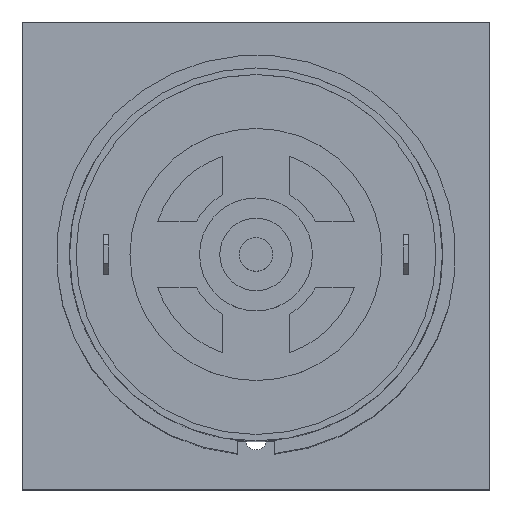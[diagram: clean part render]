
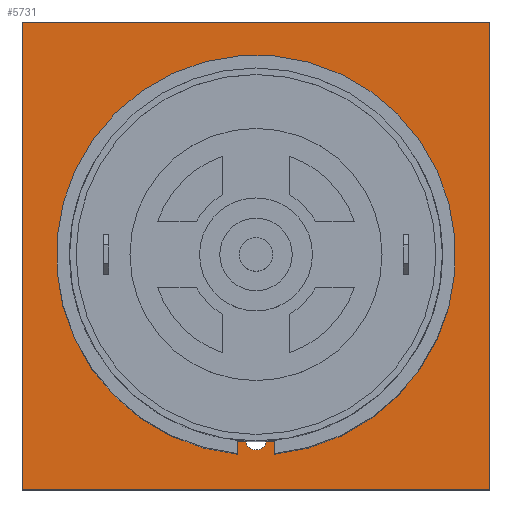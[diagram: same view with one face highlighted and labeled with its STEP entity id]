
A CAD part, top view. The second image highlights one B-rep face of the part: STEP entity #5731.
In plain terms, the highlighted planar face has unit normal (0, 0, 1).
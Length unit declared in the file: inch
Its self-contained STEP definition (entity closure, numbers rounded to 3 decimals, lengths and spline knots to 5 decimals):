
#3646=CARTESIAN_POINT('',(-0.25591,0.,0.15));
#3647=VERTEX_POINT('',#3646);
#3656=CARTESIAN_POINT('',(0.25591,0.,0.15));
#3657=VERTEX_POINT('',#3656);
#3658=CARTESIAN_POINT('',(0.0,0.0,0.15));
#3659=DIRECTION('',(0.0,0.0,-1.0));
#3660=DIRECTION('',(-1.0,0.0,0.0));
#3661=AXIS2_PLACEMENT_3D('',#3658,#3659,#3660);
#3662=CIRCLE('',#3661,0.25591);
#3663=EDGE_CURVE('',#3657,#3647,#3662,.T.);
#3711=CARTESIAN_POINT('',(0.05906,-0.49213,0.15));
#3712=VERTEX_POINT('',#3711);
#3728=CARTESIAN_POINT('',(-0.05906,-0.49213,0.15));
#3729=VERTEX_POINT('',#3728);
#3736=CARTESIAN_POINT('',(0.,-0.49213,0.15));
#3737=DIRECTION('',(0.0,0.0,-1.0));
#3738=DIRECTION('',(1.0,0.0,0.0));
#3739=AXIS2_PLACEMENT_3D('',#3736,#3737,#3738);
#3740=CIRCLE('',#3739,0.05906);
#3741=EDGE_CURVE('',#3712,#3729,#3740,.T.);
#3947=CARTESIAN_POINT('',(-0.05906,0.49213,0.15));
#3948=VERTEX_POINT('',#3947);
#3964=CARTESIAN_POINT('',(0.05906,0.49213,0.15));
#3965=VERTEX_POINT('',#3964);
#3972=CARTESIAN_POINT('',(0.,0.49213,0.15));
#3973=DIRECTION('',(0.0,0.0,-1.0));
#3974=DIRECTION('',(-1.0,0.0,0.0));
#3975=AXIS2_PLACEMENT_3D('',#3972,#3973,#3974);
#3976=CIRCLE('',#3975,0.05906);
#3977=EDGE_CURVE('',#3948,#3965,#3976,.T.);
#4181=CARTESIAN_POINT('',(-0.03963,0.68898,0.15));
#4182=VERTEX_POINT('',#4181);
#4191=CARTESIAN_POINT('',(0.03963,0.68898,0.15));
#4192=VERTEX_POINT('',#4191);
#4193=CARTESIAN_POINT('',(0.0,0.68898,0.15));
#4194=DIRECTION('',(0.0,0.0,-1.0));
#4195=DIRECTION('',(-1.0,0.0,0.0));
#4196=AXIS2_PLACEMENT_3D('',#4193,#4194,#4195);
#4197=CIRCLE('',#4196,0.03963);
#4198=EDGE_CURVE('',#4192,#4182,#4197,.T.);
#4244=CARTESIAN_POINT('',(-0.68898,-0.03963,0.15));
#4245=VERTEX_POINT('',#4244);
#4254=CARTESIAN_POINT('',(-0.68898,0.03963,0.15));
#4255=VERTEX_POINT('',#4254);
#4256=CARTESIAN_POINT('',(-0.68898,0.,0.15));
#4257=DIRECTION('',(0.0,0.0,-1.0));
#4258=DIRECTION('',(0.0,-1.0,0.0));
#4259=AXIS2_PLACEMENT_3D('',#4256,#4257,#4258);
#4260=CIRCLE('',#4259,0.03963);
#4261=EDGE_CURVE('',#4255,#4245,#4260,.T.);
#4307=CARTESIAN_POINT('',(0.68898,0.03963,0.15));
#4308=VERTEX_POINT('',#4307);
#4317=CARTESIAN_POINT('',(0.68898,-0.03963,0.15));
#4318=VERTEX_POINT('',#4317);
#4319=CARTESIAN_POINT('',(0.68898,0.,0.15));
#4320=DIRECTION('',(0.0,0.0,-1.0));
#4321=DIRECTION('',(0.0,1.0,0.0));
#4322=AXIS2_PLACEMENT_3D('',#4319,#4320,#4321);
#4323=CIRCLE('',#4322,0.03963);
#4324=EDGE_CURVE('',#4318,#4308,#4323,.T.);
#4370=CARTESIAN_POINT('',(0.03963,-0.68898,0.15));
#4371=VERTEX_POINT('',#4370);
#4380=CARTESIAN_POINT('',(-0.03963,-0.68898,0.15));
#4381=VERTEX_POINT('',#4380);
#4382=CARTESIAN_POINT('',(0.,-0.68898,0.15));
#4383=DIRECTION('',(0.0,0.0,-1.0));
#4384=DIRECTION('',(1.0,0.0,0.0));
#4385=AXIS2_PLACEMENT_3D('',#4382,#4383,#4384);
#4386=CIRCLE('',#4385,0.03963);
#4387=EDGE_CURVE('',#4381,#4371,#4386,.T.);
#5010=CARTESIAN_POINT('',(0.,-0.68898,0.15));
#5011=DIRECTION('',(0.0,0.0,-1.0));
#5012=DIRECTION('',(1.0,0.0,0.0));
#5013=AXIS2_PLACEMENT_3D('',#5010,#5011,#5012);
#5014=CIRCLE('',#5013,0.03963);
#5015=EDGE_CURVE('',#4371,#4381,#5014,.T.);
#5055=CARTESIAN_POINT('',(0.68898,0.,0.15));
#5056=DIRECTION('',(0.0,0.0,-1.0));
#5057=DIRECTION('',(0.0,1.0,0.0));
#5058=AXIS2_PLACEMENT_3D('',#5055,#5056,#5057);
#5059=CIRCLE('',#5058,0.03963);
#5060=EDGE_CURVE('',#4308,#4318,#5059,.T.);
#5100=CARTESIAN_POINT('',(-0.68898,0.,0.15));
#5101=DIRECTION('',(0.0,0.0,-1.0));
#5102=DIRECTION('',(0.0,-1.0,0.0));
#5103=AXIS2_PLACEMENT_3D('',#5100,#5101,#5102);
#5104=CIRCLE('',#5103,0.03963);
#5105=EDGE_CURVE('',#4245,#4255,#5104,.T.);
#5145=CARTESIAN_POINT('',(0.0,0.68898,0.15));
#5146=DIRECTION('',(0.0,0.0,-1.0));
#5147=DIRECTION('',(-1.0,0.0,0.0));
#5148=AXIS2_PLACEMENT_3D('',#5145,#5146,#5147);
#5149=CIRCLE('',#5148,0.03963);
#5150=EDGE_CURVE('',#4182,#4192,#5149,.T.);
#5330=CARTESIAN_POINT('',(0.,0.49213,0.15));
#5331=DIRECTION('',(0.0,0.0,-1.0));
#5332=DIRECTION('',(-1.0,0.0,0.0));
#5333=AXIS2_PLACEMENT_3D('',#5330,#5331,#5332);
#5334=CIRCLE('',#5333,0.05906);
#5335=EDGE_CURVE('',#3965,#3948,#5334,.T.);
#5529=CARTESIAN_POINT('',(0.,-0.49213,0.15));
#5530=DIRECTION('',(0.0,0.0,-1.0));
#5531=DIRECTION('',(1.0,0.0,0.0));
#5532=AXIS2_PLACEMENT_3D('',#5529,#5530,#5531);
#5533=CIRCLE('',#5532,0.05906);
#5534=EDGE_CURVE('',#3729,#3712,#5533,.T.);
#5570=CARTESIAN_POINT('',(0.0,0.0,0.15));
#5571=DIRECTION('',(0.0,0.0,-1.0));
#5572=DIRECTION('',(-1.0,0.0,0.0));
#5573=AXIS2_PLACEMENT_3D('',#5570,#5571,#5572);
#5574=CIRCLE('',#5573,0.25591);
#5575=EDGE_CURVE('',#3647,#3657,#5574,.T.);
#5585=CARTESIAN_POINT('',(0.875,0.875,0.15));
#5586=VERTEX_POINT('',#5585);
#5587=CARTESIAN_POINT('',(0.875,-0.875,0.15));
#5588=VERTEX_POINT('',#5587);
#5589=CARTESIAN_POINT('',(0.875,0.875,0.15));
#5590=DIRECTION('',(0.0,-1.0,0.0));
#5591=VECTOR('',#5590,1.75);
#5592=LINE('',#5589,#5591);
#5593=EDGE_CURVE('',#5586,#5588,#5592,.T.);
#5624=CARTESIAN_POINT('',(-0.875,-0.875,0.15));
#5625=VERTEX_POINT('',#5624);
#5626=CARTESIAN_POINT('',(0.875,-0.875,0.15));
#5627=DIRECTION('',(-1.0,0.0,0.0));
#5628=VECTOR('',#5627,1.75);
#5629=LINE('',#5626,#5628);
#5630=EDGE_CURVE('',#5588,#5625,#5629,.T.);
#5648=CARTESIAN_POINT('',(-0.875,0.875,0.15));
#5649=VERTEX_POINT('',#5648);
#5650=CARTESIAN_POINT('',(-0.875,-0.875,0.15));
#5651=DIRECTION('',(0.0,1.0,0.0));
#5652=VECTOR('',#5651,1.75);
#5653=LINE('',#5650,#5652);
#5654=EDGE_CURVE('',#5625,#5649,#5653,.T.);
#5680=CARTESIAN_POINT('',(-0.875,0.875,0.15));
#5681=DIRECTION('',(1.0,0.0,0.0));
#5682=VECTOR('',#5681,1.75);
#5683=LINE('',#5680,#5682);
#5684=EDGE_CURVE('',#5649,#5586,#5683,.T.);
#5692=CARTESIAN_POINT('',(0.0,0.,0.15));
#5693=DIRECTION('',(0.0,0.0,1.0));
#5694=DIRECTION('',(1.0,0.0,0.0));
#5695=AXIS2_PLACEMENT_3D('',#5692,#5693,#5694);
#5696=PLANE('',#5695);
#5697=ORIENTED_EDGE('',*,*,#5593,.F.);
#5698=ORIENTED_EDGE('',*,*,#5684,.F.);
#5699=ORIENTED_EDGE('',*,*,#5654,.F.);
#5700=ORIENTED_EDGE('',*,*,#5630,.F.);
#5701=EDGE_LOOP('',(#5697,#5698,#5699,#5700));
#5702=FACE_OUTER_BOUND('',#5701,.T.);
#5703=ORIENTED_EDGE('',*,*,#4387,.T.);
#5704=ORIENTED_EDGE('',*,*,#5015,.T.);
#5705=EDGE_LOOP('',(#5703,#5704));
#5706=FACE_BOUND('',#5705,.T.);
#5707=ORIENTED_EDGE('',*,*,#4324,.T.);
#5708=ORIENTED_EDGE('',*,*,#5060,.T.);
#5709=EDGE_LOOP('',(#5707,#5708));
#5710=FACE_BOUND('',#5709,.T.);
#5711=ORIENTED_EDGE('',*,*,#4261,.T.);
#5712=ORIENTED_EDGE('',*,*,#5105,.T.);
#5713=EDGE_LOOP('',(#5711,#5712));
#5714=FACE_BOUND('',#5713,.T.);
#5715=ORIENTED_EDGE('',*,*,#4198,.T.);
#5716=ORIENTED_EDGE('',*,*,#5150,.T.);
#5717=EDGE_LOOP('',(#5715,#5716));
#5718=FACE_BOUND('',#5717,.T.);
#5719=ORIENTED_EDGE('',*,*,#3977,.T.);
#5720=ORIENTED_EDGE('',*,*,#5335,.T.);
#5721=EDGE_LOOP('',(#5719,#5720));
#5722=FACE_BOUND('',#5721,.T.);
#5723=ORIENTED_EDGE('',*,*,#3741,.T.);
#5724=ORIENTED_EDGE('',*,*,#5534,.T.);
#5725=EDGE_LOOP('',(#5723,#5724));
#5726=FACE_BOUND('',#5725,.T.);
#5727=ORIENTED_EDGE('',*,*,#3663,.T.);
#5728=ORIENTED_EDGE('',*,*,#5575,.T.);
#5729=EDGE_LOOP('',(#5727,#5728));
#5730=FACE_BOUND('',#5729,.T.);
#5731=ADVANCED_FACE('',(#5702,#5706,#5710,#5714,#5718,#5722,#5726,#5730),#5696,.T.);
